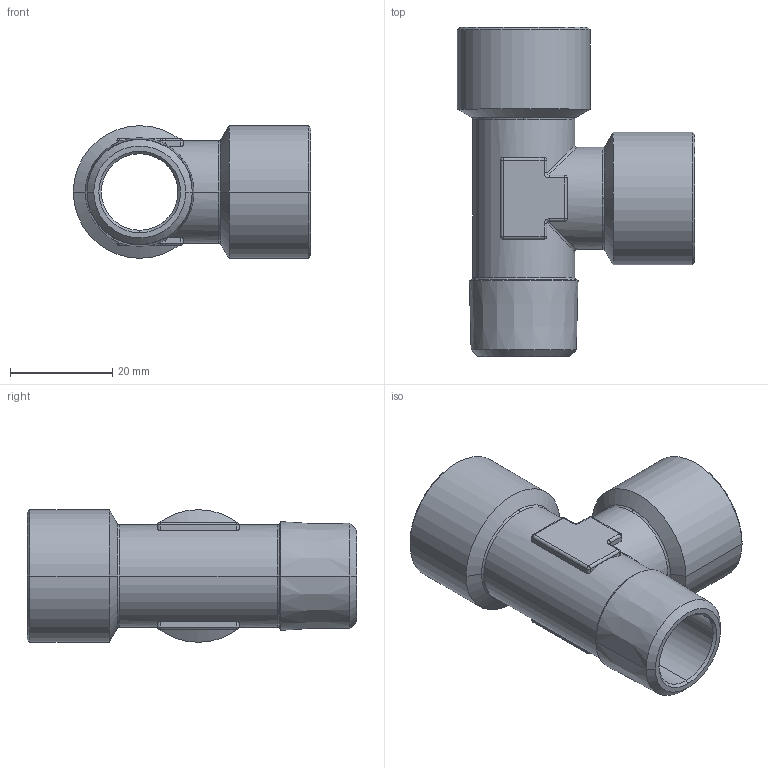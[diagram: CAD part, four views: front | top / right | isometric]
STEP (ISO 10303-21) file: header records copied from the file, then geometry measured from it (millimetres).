
FILE_DESCRIPTION (( 'STEP AP203' ), '1' );
FILE_NAME ('05150004.STEP', '2010-09-13T09:53:07', ( 'Flavio' ), ( '' ), 'SwSTEP 2.0', 'SolidWorks 2009', '' );
FILE_SCHEMA (( 'CONFIG_CONTROL_DESIGN' ));
Length unit declared in the file: millimetre
Products named in the file (1): 05150004
Bounding box: 46.5 x 64.5 x 26 mm (x, y, z)
Volume: 16665.7 mm3; surface area: 11507.5 mm2
Topology: 1 solids, 1 shells, 124 faces, 297 edges, 162 vertices
Faces by surface type: cylinder 49, plane 27, cone 24, sphere 12, torus 10, bspline 2
Entity records: 3932 total; most frequent: CARTESIAN_POINT 1058, DIRECTION 625, ORIENTED_EDGE 570, EDGE_CURVE 285, AXIS2_PLACEMENT_3D 251, VERTEX_POINT 162, CIRCLE 128, EDGE_LOOP 127
